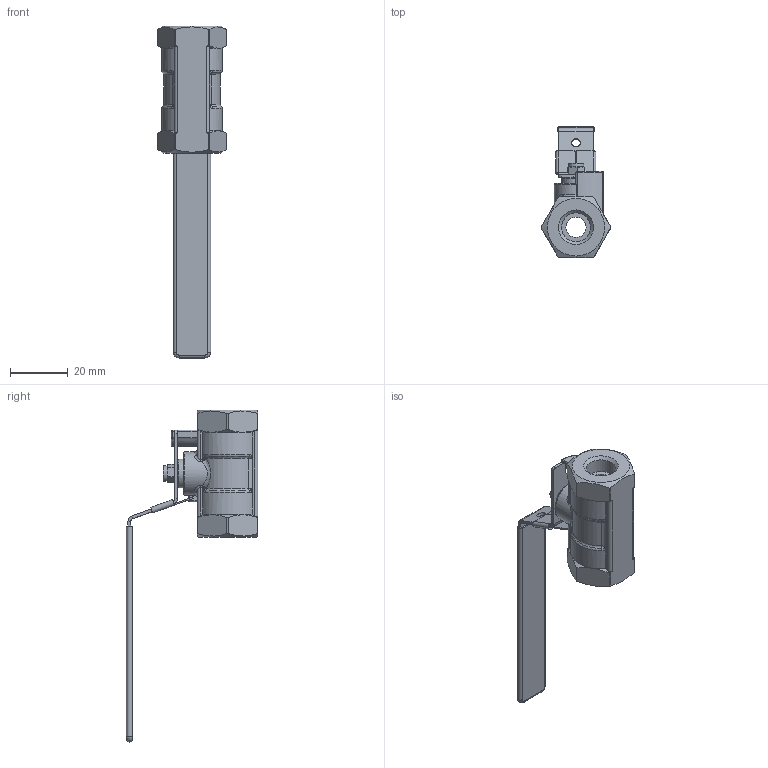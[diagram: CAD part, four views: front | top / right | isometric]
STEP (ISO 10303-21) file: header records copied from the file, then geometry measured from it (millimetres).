
FILE_DESCRIPTION(/* description */ (''),/* implementation_level */ '2;1');
FILE_NAME(/* name */ 'DN10_3D_STEP.stp',/* time_stamp */ '2025-08-05T18:44:22+03:00',/* author */ ('igorr'),/* organization */ (''),/* preprocessor_version */ 'ST-DEVELOPER v20',/* originating_system */ 'Autodesk Inventor 2025',/* authorisation */ '');
FILE_SCHEMA (('AUTOMOTIVE_DESIGN { 1 0 10303 214 3 1 1 }'));
Length unit declared in the file: millimetre
Products named in the file (5): Сборка1; Деталь1; Деталь2; CNS 4314 - M 3; Деталь3
Assembly tree (4 placements, depth 2):
  Сборка1
    Деталь1
    Деталь2
    CNS 4314 - M 3
    Деталь3
Bounding box: 24.12 x 45.6 x 115 mm (x, y, z)
Volume: 17592.7 mm3; surface area: 9412.6 mm2
Topology: 4 solids, 4 shells, 466 faces, 1205 edges, 768 vertices
Faces by surface type: plane 207, bspline 111, cylinder 98, cone 28, torus 14, sphere 8
Full cylindrical faces by diameter (mm): 2.459 x1, 3 x1, 4 x1, 5.5 x1, 7 x1, 10 x3, 15 x1
Entity records: 17122 total; most frequent: CARTESIAN_POINT 6020, ORIENTED_EDGE 2398, DIRECTION 1810, EDGE_CURVE 1199, VERTEX_POINT 768, LINE 610, VECTOR 610, AXIS2_PLACEMENT_3D 600
